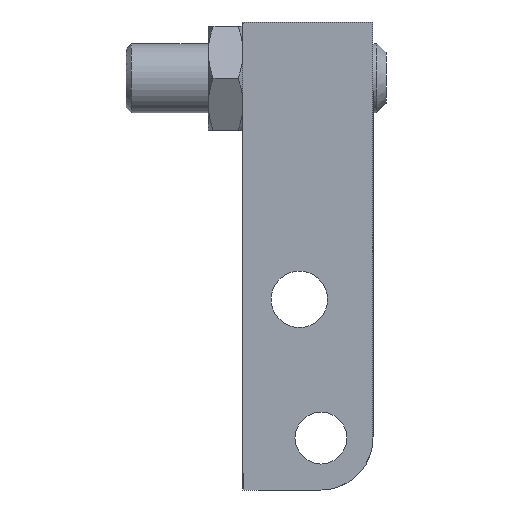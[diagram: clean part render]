
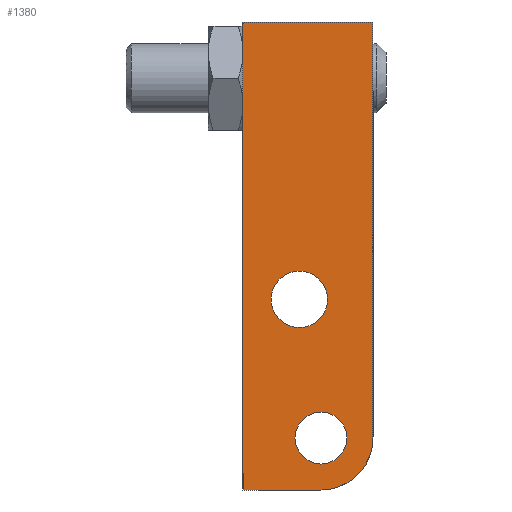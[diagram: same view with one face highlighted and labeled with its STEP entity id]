
A CAD part, left-side view. The second image highlights one B-rep face of the part: STEP entity #1380.
In plain terms, the highlighted planar face has unit normal (-1, 0, 0).
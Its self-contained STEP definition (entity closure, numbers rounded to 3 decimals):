
#114=CARTESIAN_POINT('',(-13.,12.,12.));
#115=DIRECTION('',(1.,0.,0.));
#116=DIRECTION('',(0.,0.,-1.));
#117=AXIS2_PLACEMENT_3D('',#114,#115,#116);
#123=CARTESIAN_POINT('',(-13.,12.,12.));
#124=DIRECTION('',(1.,0.,0.));
#125=DIRECTION('',(0.,0.,1.));
#126=AXIS2_PLACEMENT_3D('',#123,#124,#125);
#131=CARTESIAN_POINT('',(-13.,17.,44.));
#132=DIRECTION('',(1.,0.,0.));
#133=DIRECTION('',(0.,0.,-1.));
#134=AXIS2_PLACEMENT_3D('',#131,#132,#133);
#139=CARTESIAN_POINT('',(-13.,17.,44.));
#140=DIRECTION('',(1.,0.,0.));
#141=DIRECTION('',(0.,0.,1.));
#142=AXIS2_PLACEMENT_3D('',#139,#140,#141);
#147=DIRECTION('',(0.,-1.,0.));
#148=VECTOR('',#147,30.);
#149=CARTESIAN_POINT('',(-13.,30.,108.));
#150=LINE('',#149,#148);
#154=DIRECTION('',(0.,0.,-1.));
#155=VECTOR('',#154,96.);
#156=CARTESIAN_POINT('',(-13.,0.,108.));
#157=LINE('',#156,#155);
#161=CARTESIAN_POINT('',(-13.,12.,12.));
#162=DIRECTION('',(-1.,0.,0.));
#163=DIRECTION('',(0.,0.,-1.));
#164=AXIS2_PLACEMENT_3D('',#161,#162,#163);
#169=DIRECTION('',(0.,1.,0.));
#170=VECTOR('',#169,18.);
#171=CARTESIAN_POINT('',(-13.,12.,0.));
#172=LINE('',#171,#170);
#333=DIRECTION('',(0.,0.,-1.));
#334=VECTOR('',#333,108.);
#335=CARTESIAN_POINT('',(-13.,30.,108.));
#336=LINE('',#335,#334);
#1201=CARTESIAN_POINT('',(-13.,30.,108.));
#1202=CARTESIAN_POINT('',(-13.,0.,108.));
#1203=VERTEX_POINT('',#1201);
#1204=VERTEX_POINT('',#1202);
#1209=CARTESIAN_POINT('',(-13.,30.,0.));
#1211=VERTEX_POINT('',#1209);
#1213=CARTESIAN_POINT('',(-13.,12.,6.));
#1214=CARTESIAN_POINT('',(-13.,12.,18.));
#1215=VERTEX_POINT('',#1213);
#1216=VERTEX_POINT('',#1214);
#1221=CARTESIAN_POINT('',(-13.,17.,37.5));
#1222=CARTESIAN_POINT('',(-13.,17.,50.5));
#1223=VERTEX_POINT('',#1221);
#1224=VERTEX_POINT('',#1222);
#1229=CARTESIAN_POINT('',(-13.,12.,0.));
#1230=CARTESIAN_POINT('',(-13.,0.,12.));
#1231=VERTEX_POINT('',#1229);
#1232=VERTEX_POINT('',#1230);
#1351=CARTESIAN_POINT('',(-13.,0.,0.));
#1352=DIRECTION('',(1.,0.,0.));
#1353=DIRECTION('',(0.,0.,-1.));
#1354=AXIS2_PLACEMENT_3D('',#1351,#1352,#1353);
#1355=PLANE('',#1354);
#1357=ORIENTED_EDGE('',*,*,#1356,.F.);
#1359=ORIENTED_EDGE('',*,*,#1358,.T.);
#1361=ORIENTED_EDGE('',*,*,#1360,.T.);
#1363=ORIENTED_EDGE('',*,*,#1362,.F.);
#1365=ORIENTED_EDGE('',*,*,#1364,.T.);
#1366=EDGE_LOOP('',(#1357,#1359,#1361,#1363,#1365));
#1367=FACE_OUTER_BOUND('',#1366,.F.);
#1369=ORIENTED_EDGE('',*,*,#1368,.F.);
#1371=ORIENTED_EDGE('',*,*,#1370,.F.);
#1372=EDGE_LOOP('',(#1369,#1371));
#1373=FACE_BOUND('',#1372,.F.);
#1375=ORIENTED_EDGE('',*,*,#1374,.F.);
#1377=ORIENTED_EDGE('',*,*,#1376,.F.);
#1378=EDGE_LOOP('',(#1375,#1377));
#1379=FACE_BOUND('',#1378,.F.);
#1380=ADVANCED_FACE('',(#1367,#1373,#1379),#1355,.F.);
#118=CIRCLE('',#117,6.);
#127=CIRCLE('',#126,6.);
#135=CIRCLE('',#134,6.5);
#143=CIRCLE('',#142,6.5);
#165=CIRCLE('',#164,12.);
#1356=EDGE_CURVE('',#1203,#1211,#336,.T.);
#1358=EDGE_CURVE('',#1203,#1204,#150,.T.);
#1360=EDGE_CURVE('',#1204,#1232,#157,.T.);
#1362=EDGE_CURVE('',#1231,#1232,#165,.T.);
#1364=EDGE_CURVE('',#1231,#1211,#172,.T.);
#1368=EDGE_CURVE('',#1215,#1216,#118,.T.);
#1370=EDGE_CURVE('',#1216,#1215,#127,.T.);
#1374=EDGE_CURVE('',#1223,#1224,#135,.T.);
#1376=EDGE_CURVE('',#1224,#1223,#143,.T.);
